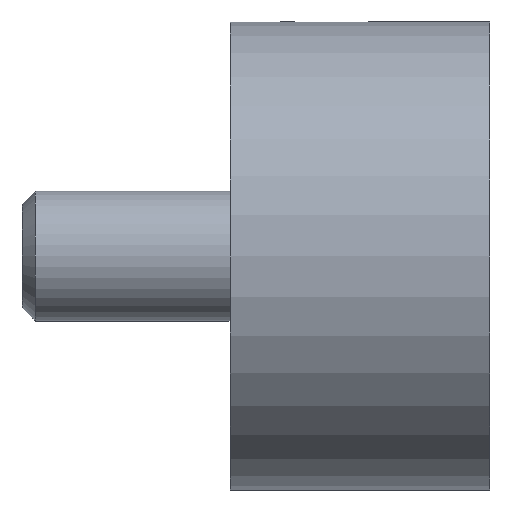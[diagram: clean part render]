
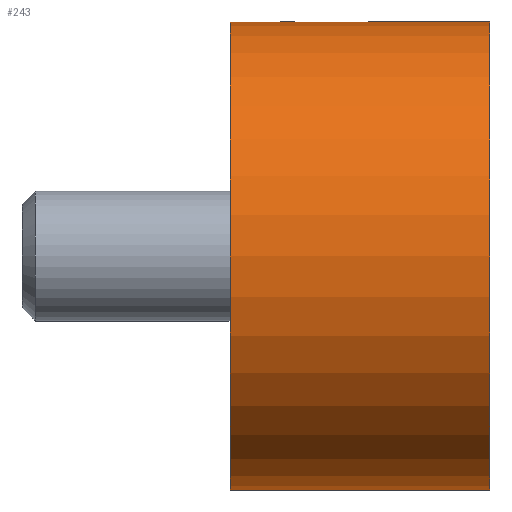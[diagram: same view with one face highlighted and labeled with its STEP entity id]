
A CAD part, front view. The second image highlights one B-rep face of the part: STEP entity #243.
In plain terms, the highlighted cylindrical face has radius 9 mm (diameter 18 mm), a partial arc.
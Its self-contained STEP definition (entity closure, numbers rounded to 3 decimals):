
#1 = EDGE_CURVE ( 'NONE', #234, #375, #611, .T. ) ;
#4 = DIRECTION ( 'NONE',  ( -1., 0., 0. ) ) ;
#26 = LINE ( 'NONE', #613, #922 ) ;
#36 = DIRECTION ( 'NONE',  ( 1., 0., 0. ) ) ;
#49 = AXIS2_PLACEMENT_3D ( 'NONE', #304, #842, #155 ) ;
#51 = VERTEX_POINT ( 'NONE', #858 ) ;
#123 = DIRECTION ( 'NONE',  ( 0., 0., -1. ) ) ;
#155 = DIRECTION ( 'NONE',  ( 0., 0., -1. ) ) ;
#176 = ORIENTED_EDGE ( 'NONE', *, *, #1, .F. ) ;
#204 = CARTESIAN_POINT ( 'NONE',  ( 0., -13., -9. ) ) ;
#224 = VERTEX_POINT ( 'NONE', #204 ) ;
#225 = EDGE_CURVE ( 'NONE', #51, #224, #467, .T. ) ;
#234 = VERTEX_POINT ( 'NONE', #412 ) ;
#243 = ADVANCED_FACE ( 'NONE', ( #567 ), #590, .T. ) ;
#272 = DIRECTION ( 'NONE',  ( -1., 0., 0. ) ) ;
#304 = CARTESIAN_POINT ( 'NONE',  ( 10., -13., 0. ) ) ;
#330 = LINE ( 'NONE', #409, #838 ) ;
#375 = VERTEX_POINT ( 'NONE', #813 ) ;
#409 = CARTESIAN_POINT ( 'NONE',  ( 3., -13., -9. ) ) ;
#412 = CARTESIAN_POINT ( 'NONE',  ( 10., -13., 9. ) ) ;
#420 = ORIENTED_EDGE ( 'NONE', *, *, #685, .T. ) ;
#467 = CIRCLE ( 'NONE', #676, 9. ) ;
#509 = CARTESIAN_POINT ( 'NONE',  ( 3., -13., 0. ) ) ;
#567 = FACE_OUTER_BOUND ( 'NONE', #688, .T. ) ;
#590 = CYLINDRICAL_SURFACE ( 'NONE', #723, 9. ) ;
#611 = CIRCLE ( 'NONE', #49, 9. ) ;
#613 = CARTESIAN_POINT ( 'NONE',  ( 3., -13., 9. ) ) ;
#676 = AXIS2_PLACEMENT_3D ( 'NONE', #808, #36, #123 ) ;
#685 = EDGE_CURVE ( 'NONE', #234, #51, #26, .T. ) ;
#688 = EDGE_LOOP ( 'NONE', ( #774, #698, #176, #420 ) ) ;
#698 = ORIENTED_EDGE ( 'NONE', *, *, #841, .F. ) ;
#714 = DIRECTION ( 'NONE',  ( -1., 0., 0. ) ) ;
#723 = AXIS2_PLACEMENT_3D ( 'NONE', #509, #272, #814 ) ;
#774 = ORIENTED_EDGE ( 'NONE', *, *, #225, .T. ) ;
#808 = CARTESIAN_POINT ( 'NONE',  ( 0., -13., 0. ) ) ;
#813 = CARTESIAN_POINT ( 'NONE',  ( 10., -13., -9. ) ) ;
#814 = DIRECTION ( 'NONE',  ( 0., 0., 1. ) ) ;
#838 = VECTOR ( 'NONE', #714, 1000. ) ;
#841 = EDGE_CURVE ( 'NONE', #375, #224, #330, .T. ) ;
#842 = DIRECTION ( 'NONE',  ( 1., 0., 0. ) ) ;
#858 = CARTESIAN_POINT ( 'NONE',  ( 0., -13., 9. ) ) ;
#922 = VECTOR ( 'NONE', #4, 1000. ) ;
